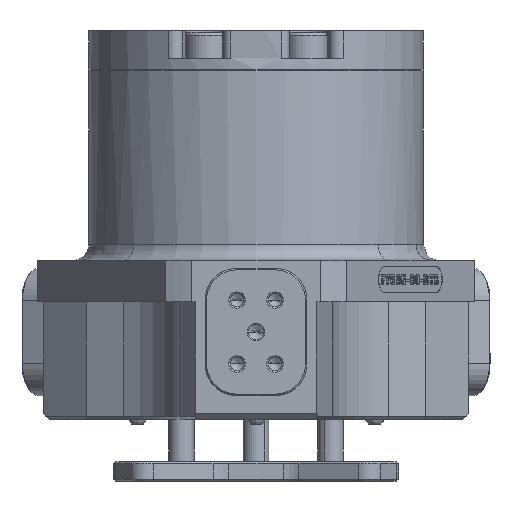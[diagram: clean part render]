
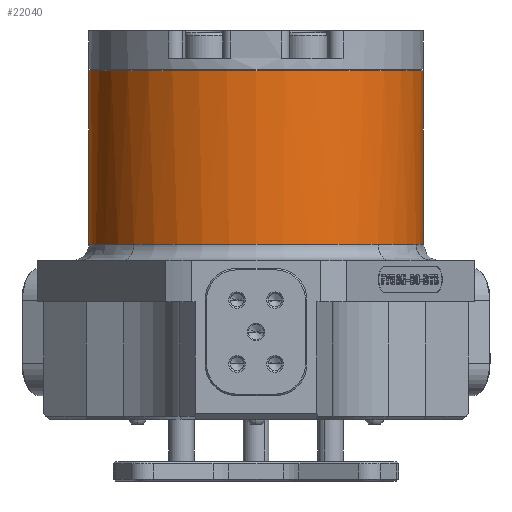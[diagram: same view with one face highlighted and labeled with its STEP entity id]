
A CAD part, front view. The second image highlights one B-rep face of the part: STEP entity #22040.
In plain terms, the highlighted cylindrical face has radius 52.5 mm (diameter 105 mm), a partial arc.
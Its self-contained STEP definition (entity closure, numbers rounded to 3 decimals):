
#211 = AXIS2_PLACEMENT_3D ( 'NONE', #639, #32485, #5233 ) ;
#639 = CARTESIAN_POINT ( 'NONE',  ( 0., 0., 5. ) ) ;
#679 = CARTESIAN_POINT ( 'NONE',  ( 0., 0., 5. ) ) ;
#815 = EDGE_CURVE ( 'NONE', #34103, #28251, #58456, .T. ) ;
#2838 = CARTESIAN_POINT ( 'NONE',  ( 48.962, -19.051, 4.93 ) ) ;
#3593 = ORIENTED_EDGE ( 'NONE', *, *, #21110, .T. ) ;
#4085 = EDGE_CURVE ( 'NONE', #49556, #4551, #19093, .T. ) ;
#4155 = DIRECTION ( 'NONE',  ( 0., 0., -1. ) ) ;
#4551 = VERTEX_POINT ( 'NONE', #26598 ) ;
#4696 = EDGE_CURVE ( 'NONE', #55943, #34745, #55251, .T. ) ;
#4749 = CARTESIAN_POINT ( 'NONE',  ( -50.237, -15.248, 5. ) ) ;
#5233 = DIRECTION ( 'NONE',  ( -1., 0., 0. ) ) ;
#5272 = DIRECTION ( 'NONE',  ( -1., 0., 0. ) ) ;
#7102 = AXIS2_PLACEMENT_3D ( 'NONE', #31427, #4155, #36031 ) ;
#7434 = CARTESIAN_POINT ( 'NONE',  ( 50.237, -15.248, 5. ) ) ;
#9324 = CARTESIAN_POINT ( 'NONE',  ( -47.339, -22.722, 4.816 ) ) ;
#11441 = CARTESIAN_POINT ( 'NONE',  ( 52.5, 0., 5. ) ) ;
#12716 = CARTESIAN_POINT ( 'NONE',  ( 0., 0., 60. ) ) ;
#13920 = CARTESIAN_POINT ( 'NONE',  ( -45.956, -25.404, 4.77 ) ) ;
#16405 = CARTESIAN_POINT ( 'NONE',  ( 40.984, -32.873, 4.93 ) ) ;
#16470 = CIRCLE ( 'NONE', #54412, 52.5 ) ;
#18512 = CARTESIAN_POINT ( 'NONE',  ( -43.356, -29.674, 4.815 ) ) ;
#18635 = CARTESIAN_POINT ( 'NONE',  ( -52.5, 0., 60. ) ) ;
#19093 = B_SPLINE_CURVE_WITH_KNOTS ( 'NONE', 3,
 ( #4749, #27466, #50175, #36612, #9324, #41194, #13920, #45776, #18512, #50364, #23095, #54904 ),
 .UNSPECIFIED., .F., .F.,
 ( 4, 2, 2, 2, 2, 4 ),
 ( 0., 0.006, 0.009, 0.012, 0.018, 0.024 ),
 .UNSPECIFIED. ) ;
#19881 = AXIS2_PLACEMENT_3D ( 'NONE', #679, #32525, #5272 ) ;
#20986 = CARTESIAN_POINT ( 'NONE',  ( 43.347, -29.635, 4.816 ) ) ;
#21110 = EDGE_CURVE ( 'NONE', #55809, #28251, #54866, .T. ) ;
#21300 = CARTESIAN_POINT ( 'NONE',  ( 52.5, 0., 59.5 ) ) ;
#22013 = CARTESIAN_POINT ( 'NONE',  ( 52.5, 0., 60. ) ) ;
#22040 = ADVANCED_FACE ( 'NONE', ( #34120 ), #31269, .T. ) ;
#22208 = CIRCLE ( 'NONE', #7102, 52.5 ) ;
#23095 = CARTESIAN_POINT ( 'NONE',  ( -39.699, -34.413, 5. ) ) ;
#23809 = CARTESIAN_POINT ( 'NONE',  ( 0., 0., 5. ) ) ;
#24213 = ORIENTED_EDGE ( 'NONE', *, *, #39872, .T. ) ;
#24576 = CARTESIAN_POINT ( 'NONE',  ( 50.237, -15.248, 5. ) ) ;
#25180 = CARTESIAN_POINT ( 'NONE',  ( 38.324, -35.883, 5. ) ) ;
#25567 = CARTESIAN_POINT ( 'NONE',  ( 44.978, -27.097, 4.77 ) ) ;
#25940 = CARTESIAN_POINT ( 'NONE',  ( -52.5, 0., 59.5 ) ) ;
#26454 = DIRECTION ( 'NONE',  ( 0., 0., -1. ) ) ;
#26598 = CARTESIAN_POINT ( 'NONE',  ( -38.324, -35.883, 5. ) ) ;
#27466 = CARTESIAN_POINT ( 'NONE',  ( -49.652, -17.175, 5. ) ) ;
#28251 = VERTEX_POINT ( 'NONE', #11441 ) ;
#28347 = DIRECTION ( 'NONE',  ( -1., 0., 0. ) ) ;
#29737 = CARTESIAN_POINT ( 'NONE',  ( 39.7, -34.412, 5. ) ) ;
#30091 = ORIENTED_EDGE ( 'NONE', *, *, #53841, .T. ) ;
#30130 = CARTESIAN_POINT ( 'NONE',  ( 47.376, -22.71, 4.815 ) ) ;
#31269 = CYLINDRICAL_SURFACE ( 'NONE', #51204, 52.5 ) ;
#31427 = CARTESIAN_POINT ( 'NONE',  ( 0., 0., 59.5 ) ) ;
#32485 = DIRECTION ( 'NONE',  ( 0., 0., 1. ) ) ;
#32525 = DIRECTION ( 'NONE',  ( 0., 0., 1. ) ) ;
#34103 = VERTEX_POINT ( 'NONE', #21300 ) ;
#34120 = FACE_OUTER_BOUND ( 'NONE', #34287, .T. ) ;
#34287 = EDGE_LOOP ( 'NONE', ( #55027, #30091, #58930, #24213, #55494, #57229, #35906, #3593 ) ) ;
#34691 = CARTESIAN_POINT ( 'NONE',  ( 49.652, -17.174, 5. ) ) ;
#34745 = VERTEX_POINT ( 'NONE', #53838 ) ;
#35906 = ORIENTED_EDGE ( 'NONE', *, *, #44660, .T. ) ;
#36031 = DIRECTION ( 'NONE',  ( 1., 0., 0. ) ) ;
#36612 = CARTESIAN_POINT ( 'NONE',  ( -47.764, -21.814, 4.843 ) ) ;
#37018 = B_SPLINE_CURVE_WITH_KNOTS ( 'NONE', 3,
 ( #25180, #29737, #16405, #48262, #20986, #52836, #25567, #57428, #30130, #2838, #34691, #7434 ),
 .UNSPECIFIED., .F., .F.,
 ( 4, 2, 2, 2, 2, 4 ),
 ( 0., 0.006, 0.009, 0.012, 0.018, 0.024 ),
 .UNSPECIFIED. ) ;
#39872 = EDGE_CURVE ( 'NONE', #34745, #49556, #16470, .T. ) ;
#40135 = DIRECTION ( 'NONE',  ( 0., 0., -1. ) ) ;
#41194 = CARTESIAN_POINT ( 'NONE',  ( -46.434, -24.517, 4.78 ) ) ;
#44148 = VERTEX_POINT ( 'NONE', #49957 ) ;
#44584 = DIRECTION ( 'NONE',  ( -1., 0., 0. ) ) ;
#44594 = VECTOR ( 'NONE', #50492, 1000. ) ;
#44660 = EDGE_CURVE ( 'NONE', #44148, #55809, #37018, .T. ) ;
#45776 = CARTESIAN_POINT ( 'NONE',  ( -44.451, -28.006, 4.77 ) ) ;
#45809 = CIRCLE ( 'NONE', #211, 52.5 ) ;
#47783 = VECTOR ( 'NONE', #40135, 1000. ) ;
#48262 = CARTESIAN_POINT ( 'NONE',  ( 42.773, -30.458, 4.843 ) ) ;
#49556 = VERTEX_POINT ( 'NONE', #57437 ) ;
#49957 = CARTESIAN_POINT ( 'NONE',  ( 38.324, -35.883, 5. ) ) ;
#50175 = CARTESIAN_POINT ( 'NONE',  ( -48.96, -19.056, 4.93 ) ) ;
#50364 = CARTESIAN_POINT ( 'NONE',  ( -40.979, -32.877, 4.93 ) ) ;
#50492 = DIRECTION ( 'NONE',  ( 0., 0., -1. ) ) ;
#51204 = AXIS2_PLACEMENT_3D ( 'NONE', #12716, #26454, #44584 ) ;
#52836 = CARTESIAN_POINT ( 'NONE',  ( 44.45, -27.955, 4.78 ) ) ;
#52944 = EDGE_CURVE ( 'NONE', #4551, #44148, #45809, .T. ) ;
#53838 = CARTESIAN_POINT ( 'NONE',  ( -52.5, 0., 5. ) ) ;
#53841 = EDGE_CURVE ( 'NONE', #34103, #55943, #22208, .T. ) ;
#54412 = AXIS2_PLACEMENT_3D ( 'NONE', #23809, #55620, #28347 ) ;
#54866 = CIRCLE ( 'NONE', #19881, 52.5 ) ;
#54904 = CARTESIAN_POINT ( 'NONE',  ( -38.324, -35.883, 5. ) ) ;
#55027 = ORIENTED_EDGE ( 'NONE', *, *, #815, .F. ) ;
#55251 = LINE ( 'NONE', #18635, #44594 ) ;
#55494 = ORIENTED_EDGE ( 'NONE', *, *, #4085, .T. ) ;
#55620 = DIRECTION ( 'NONE',  ( 0., 0., 1. ) ) ;
#55809 = VERTEX_POINT ( 'NONE', #24576 ) ;
#55943 = VERTEX_POINT ( 'NONE', #25940 ) ;
#57229 = ORIENTED_EDGE ( 'NONE', *, *, #52944, .T. ) ;
#57428 = CARTESIAN_POINT ( 'NONE',  ( 46.48, -24.493, 4.77 ) ) ;
#57437 = CARTESIAN_POINT ( 'NONE',  ( -50.237, -15.248, 5. ) ) ;
#58456 = LINE ( 'NONE', #22013, #47783 ) ;
#58930 = ORIENTED_EDGE ( 'NONE', *, *, #4696, .T. ) ;
